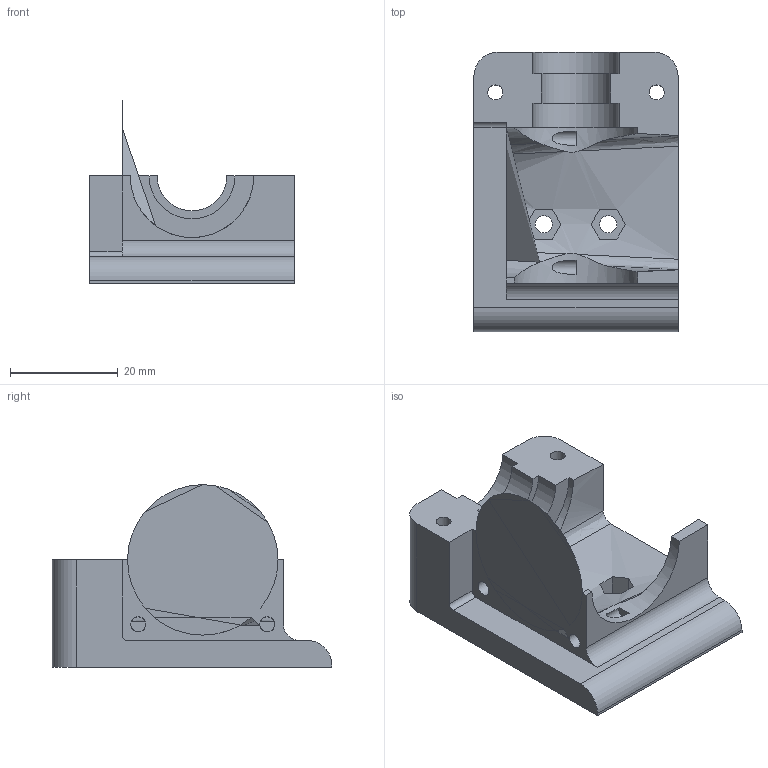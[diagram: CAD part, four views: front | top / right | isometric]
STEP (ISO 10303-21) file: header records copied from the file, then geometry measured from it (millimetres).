
FILE_DESCRIPTION(('FreeCAD Model'),'2;1');
FILE_NAME('Open CASCADE Shape Model','2021-12-23T23:14:15',('Author'),( ''),'Open CASCADE STEP processor 7.5','FreeCAD','Unknown');
FILE_SCHEMA(('AUTOMOTIVE_DESIGN { 1 0 10303 214 1 1 1 1 }'));
Length unit declared in the file: millimetre
Products named in the file (1): hotend.bowden.holder
Bounding box: 38 x 52 x 34 mm (x, y, z)
Volume: 21664.5 mm3; surface area: 8165.4 mm2
Topology: 1 solids, 1 shells, 58 faces, 163 edges, 108 vertices
Faces by surface type: plane 32, cylinder 16, bspline 10
Full cylindrical faces by diameter (mm): 2.8 x4, 3.2 x2
Entity records: 5256 total; most frequent: CARTESIAN_POINT 2257, DIRECTION 472, ORIENTED_EDGE 320, PCURVE 320, DEFINITIONAL_REPRESENTATION 320, LINE 271, VECTOR 271, EDGE_CURVE 160
